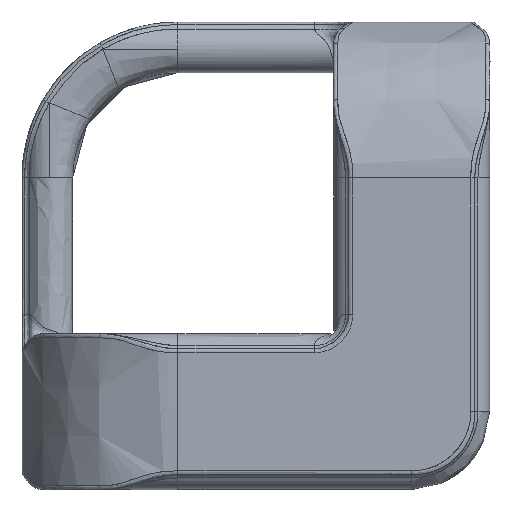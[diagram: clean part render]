
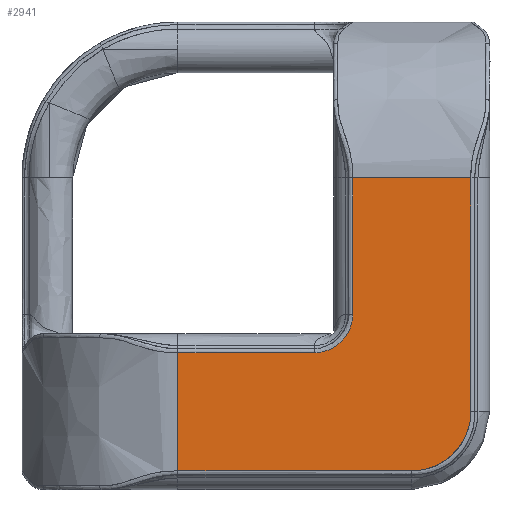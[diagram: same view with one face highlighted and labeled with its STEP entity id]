
A CAD part, front view. The second image highlights one B-rep face of the part: STEP entity #2941.
In plain terms, the highlighted free-form (B-spline) face has degree [3, 3] with [4, 4] control points.
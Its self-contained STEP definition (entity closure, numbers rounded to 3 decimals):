
#277=FACE_OUTER_BOUND('',#412,.T.);
#412=EDGE_LOOP('',(#2266,#2267,#2268,#2269,#2270,#2271,#2272,#2273));
#562=B_SPLINE_CURVE_WITH_KNOTS('',3,(#3947,#3948,#3949,#3950),
 .UNSPECIFIED.,.F.,.F.,(4,4),(0.53,0.72),
 .UNSPECIFIED.);
#563=B_SPLINE_CURVE_WITH_KNOTS('',3,(#3952,#3953,#3954,#3955),
 .UNSPECIFIED.,.F.,.F.,(4,4),(-0.75,-0.375),
 .UNSPECIFIED.);
#564=B_SPLINE_CURVE_WITH_KNOTS('',3,(#3957,#3958,#3959,#3960,#3961,#3962,
#3963),.UNSPECIFIED.,.F.,.F.,(4,3,4),(0.,0.336,0.672),
 .UNSPECIFIED.);
#565=B_SPLINE_CURVE_WITH_KNOTS('',3,(#3965,#3966,#3967,#3968),
 .UNSPECIFIED.,.F.,.F.,(4,4),(0.,1.65),.UNSPECIFIED.);
#566=B_SPLINE_CURVE_WITH_KNOTS('',3,(#3970,#3971,#3972,#3973),
 .UNSPECIFIED.,.F.,.F.,(4,4),(0.28,0.47),
 .UNSPECIFIED.);
#567=B_SPLINE_CURVE_WITH_KNOTS('',3,(#3975,#3976,#3977,#3978),
 .UNSPECIFIED.,.F.,.F.,(4,4),(0.25,0.469),
 .UNSPECIFIED.);
#568=B_SPLINE_CURVE_WITH_KNOTS('',3,(#3980,#3981,#3982,#3983,#3984,#3985,
#3986),.UNSPECIFIED.,.F.,.F.,(4,3,4),(0.,0.216,
0.432),.UNSPECIFIED.);
#569=B_SPLINE_CURVE_WITH_KNOTS('',3,(#3987,#3988,#3989,#3990),
 .UNSPECIFIED.,.F.,.F.,(4,4),(0.531,0.75),
 .UNSPECIFIED.);
#1078=VERTEX_POINT('',#3945);
#1079=VERTEX_POINT('',#3946);
#1080=VERTEX_POINT('',#3951);
#1081=VERTEX_POINT('',#3956);
#1082=VERTEX_POINT('',#3964);
#1083=VERTEX_POINT('',#3969);
#1084=VERTEX_POINT('',#3974);
#1085=VERTEX_POINT('',#3979);
#1672=EDGE_CURVE('',#1078,#1079,#562,.T.);
#1673=EDGE_CURVE('',#1079,#1080,#563,.T.);
#1674=EDGE_CURVE('',#1080,#1081,#564,.T.);
#1675=EDGE_CURVE('',#1081,#1082,#565,.T.);
#1676=EDGE_CURVE('',#1082,#1083,#566,.T.);
#1677=EDGE_CURVE('',#1083,#1084,#567,.T.);
#1678=EDGE_CURVE('',#1084,#1085,#568,.T.);
#1679=EDGE_CURVE('',#1085,#1078,#569,.T.);
#2266=ORIENTED_EDGE('',*,*,#1672,.T.);
#2267=ORIENTED_EDGE('',*,*,#1673,.T.);
#2268=ORIENTED_EDGE('',*,*,#1674,.T.);
#2269=ORIENTED_EDGE('',*,*,#1675,.T.);
#2270=ORIENTED_EDGE('',*,*,#1676,.T.);
#2271=ORIENTED_EDGE('',*,*,#1677,.T.);
#2272=ORIENTED_EDGE('',*,*,#1678,.T.);
#2273=ORIENTED_EDGE('',*,*,#1679,.T.);
#2845=B_SPLINE_SURFACE_WITH_KNOTS('',3,3,((#3929,#3930,#3931,#3932),(#3933,
#3934,#3935,#3936),(#3937,#3938,#3939,#3940),(#3941,#3942,#3943,#3944)),
 .UNSPECIFIED.,.F.,.F.,.F.,(4,4),(4,4),(0.,1.),(0.,1.),.UNSPECIFIED.);
#2941=ADVANCED_FACE('',(#277),#2845,.T.);
#3929=CARTESIAN_POINT('Ctrl Pts',(72.283,27.97,75.652));
#3930=CARTESIAN_POINT('Ctrl Pts',(72.283,27.97,60.985));
#3931=CARTESIAN_POINT('Ctrl Pts',(72.283,27.97,46.319));
#3932=CARTESIAN_POINT('Ctrl Pts',(72.283,27.97,31.652));
#3933=CARTESIAN_POINT('Ctrl Pts',(57.617,27.97,75.652));
#3934=CARTESIAN_POINT('Ctrl Pts',(57.617,27.97,60.985));
#3935=CARTESIAN_POINT('Ctrl Pts',(57.617,27.97,46.319));
#3936=CARTESIAN_POINT('Ctrl Pts',(57.617,27.97,31.652));
#3937=CARTESIAN_POINT('Ctrl Pts',(42.95,27.97,75.652));
#3938=CARTESIAN_POINT('Ctrl Pts',(42.95,27.97,60.985));
#3939=CARTESIAN_POINT('Ctrl Pts',(42.95,27.97,46.319));
#3940=CARTESIAN_POINT('Ctrl Pts',(42.95,27.97,31.652));
#3941=CARTESIAN_POINT('Ctrl Pts',(28.283,27.97,75.652));
#3942=CARTESIAN_POINT('Ctrl Pts',(28.283,27.97,60.985));
#3943=CARTESIAN_POINT('Ctrl Pts',(28.283,27.97,46.319));
#3944=CARTESIAN_POINT('Ctrl Pts',(28.283,27.97,31.652));
#3945=CARTESIAN_POINT('',(39.283,27.97,52.324));
#3946=CARTESIAN_POINT('',(39.283,27.97,43.981));
#3947=CARTESIAN_POINT('Ctrl Pts',(39.283,27.97,52.324));
#3948=CARTESIAN_POINT('Ctrl Pts',(39.283,27.97,49.543));
#3949=CARTESIAN_POINT('Ctrl Pts',(39.283,27.97,46.762));
#3950=CARTESIAN_POINT('Ctrl Pts',(39.283,27.97,43.981));
#3951=CARTESIAN_POINT('',(55.783,27.97,43.981));
#3952=CARTESIAN_POINT('Ctrl Pts',(39.283,27.97,43.981));
#3953=CARTESIAN_POINT('Ctrl Pts',(44.783,27.97,43.981));
#3954=CARTESIAN_POINT('Ctrl Pts',(50.283,27.97,43.981));
#3955=CARTESIAN_POINT('Ctrl Pts',(55.783,27.97,43.981));
#3956=CARTESIAN_POINT('',(59.954,27.97,48.152));
#3957=CARTESIAN_POINT('Ctrl Pts',(55.783,27.97,43.981));
#3958=CARTESIAN_POINT('Ctrl Pts',(56.899,27.97,43.981));
#3959=CARTESIAN_POINT('Ctrl Pts',(57.943,27.97,44.416));
#3960=CARTESIAN_POINT('Ctrl Pts',(58.731,27.97,45.204));
#3961=CARTESIAN_POINT('Ctrl Pts',(59.52,27.97,45.993));
#3962=CARTESIAN_POINT('Ctrl Pts',(59.954,27.97,47.037));
#3963=CARTESIAN_POINT('Ctrl Pts',(59.954,27.97,48.152));
#3964=CARTESIAN_POINT('',(59.954,27.97,64.652));
#3965=CARTESIAN_POINT('Ctrl Pts',(59.954,27.97,48.152));
#3966=CARTESIAN_POINT('Ctrl Pts',(59.954,27.97,53.652));
#3967=CARTESIAN_POINT('Ctrl Pts',(59.954,27.97,59.152));
#3968=CARTESIAN_POINT('Ctrl Pts',(59.954,27.97,64.652));
#3969=CARTESIAN_POINT('',(51.612,27.97,64.652));
#3970=CARTESIAN_POINT('Ctrl Pts',(59.954,27.97,64.652));
#3971=CARTESIAN_POINT('Ctrl Pts',(57.173,27.97,64.652));
#3972=CARTESIAN_POINT('Ctrl Pts',(54.393,27.97,64.652));
#3973=CARTESIAN_POINT('Ctrl Pts',(51.612,27.97,64.652));
#3974=CARTESIAN_POINT('',(51.612,27.97,55.002));
#3975=CARTESIAN_POINT('Ctrl Pts',(51.612,27.97,64.652));
#3976=CARTESIAN_POINT('Ctrl Pts',(51.612,27.97,61.436));
#3977=CARTESIAN_POINT('Ctrl Pts',(51.612,27.97,58.219));
#3978=CARTESIAN_POINT('Ctrl Pts',(51.612,27.97,55.002));
#3979=CARTESIAN_POINT('',(48.933,27.97,52.324));
#3980=CARTESIAN_POINT('Ctrl Pts',(51.612,27.97,55.002));
#3981=CARTESIAN_POINT('Ctrl Pts',(51.612,27.97,54.291));
#3982=CARTESIAN_POINT('Ctrl Pts',(51.327,27.97,53.612));
#3983=CARTESIAN_POINT('Ctrl Pts',(50.825,27.97,53.11));
#3984=CARTESIAN_POINT('Ctrl Pts',(50.323,27.97,52.608));
#3985=CARTESIAN_POINT('Ctrl Pts',(49.644,27.97,52.323));
#3986=CARTESIAN_POINT('Ctrl Pts',(48.933,27.97,52.324));
#3987=CARTESIAN_POINT('Ctrl Pts',(48.933,27.97,52.324));
#3988=CARTESIAN_POINT('Ctrl Pts',(45.716,27.97,52.324));
#3989=CARTESIAN_POINT('Ctrl Pts',(42.5,27.97,52.324));
#3990=CARTESIAN_POINT('Ctrl Pts',(39.283,27.97,52.324));
